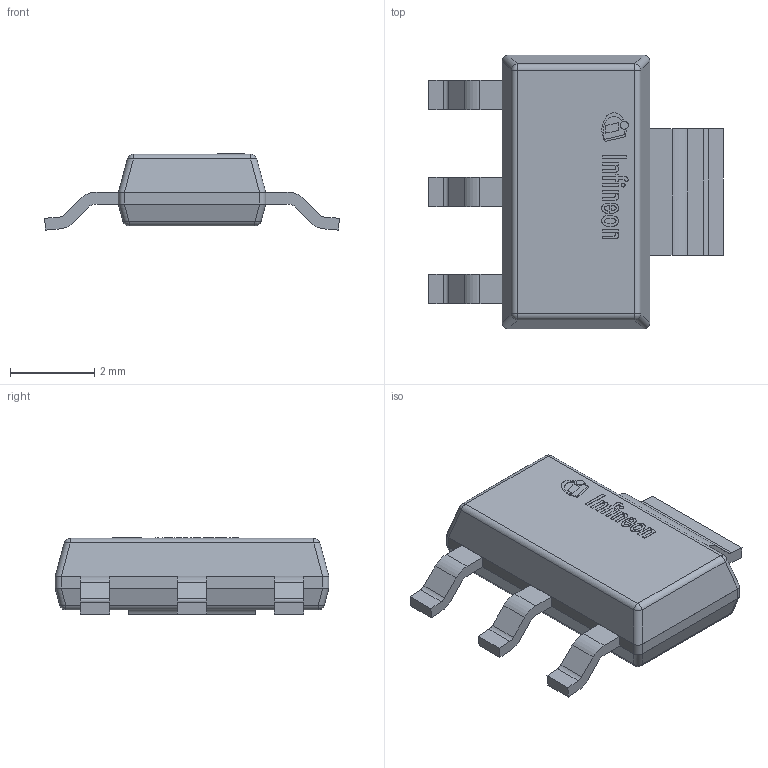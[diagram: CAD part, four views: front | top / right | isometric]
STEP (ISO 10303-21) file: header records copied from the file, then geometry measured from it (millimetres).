
FILE_DESCRIPTION(/* description */ (''),/* implementation_level */ '2;1');
FILE_NAME(/* name */ 'PG-SOT223-4-6_Z8B00000749_V05_3D.stp',/* time_stamp */ '2019-06-05T11:38:34+05:00',/* author */ ('janartha'),/* organization */ (''),/* preprocessor_version */ 'ST-DEVELOPER v16.13',/* originating_system */ 'AutoCAD Mechanical',/* authorisation */ '');
FILE_SCHEMA (('AUTOMOTIVE_DESIGN { 1 0 10303 214 3 1 1 }'));
Length unit declared in the file: millimetre
Products named in the file (1): Product
Bounding box: 7 x 6.5 x 1.81 mm (x, y, z)
Volume: 38.5 mm3; surface area: 189.8 mm2
Topology: 19 solids, 19 shells, 204 faces, 474 edges, 308 vertices
Faces by surface type: plane 140, cylinder 38, bspline 18, sphere 8
Full cylindrical faces by diameter (mm): 0.093 x1, 0.189 x1
Entity records: 6116 total; most frequent: CARTESIAN_POINT 1539, ORIENTED_EDGE 944, DIRECTION 886, EDGE_CURVE 472, LINE 360, VECTOR 360, VERTEX_POINT 308, AXIS2_PLACEMENT_3D 263
